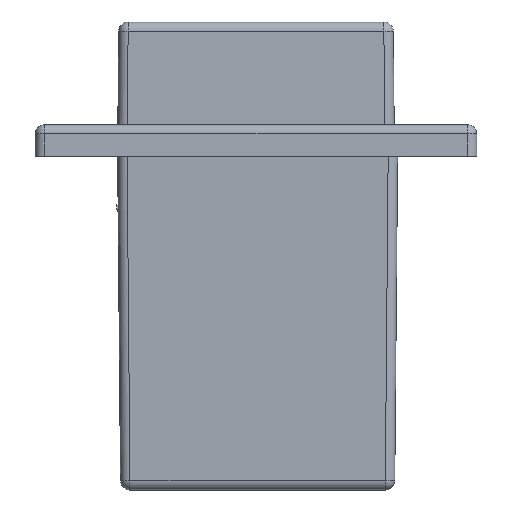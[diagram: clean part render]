
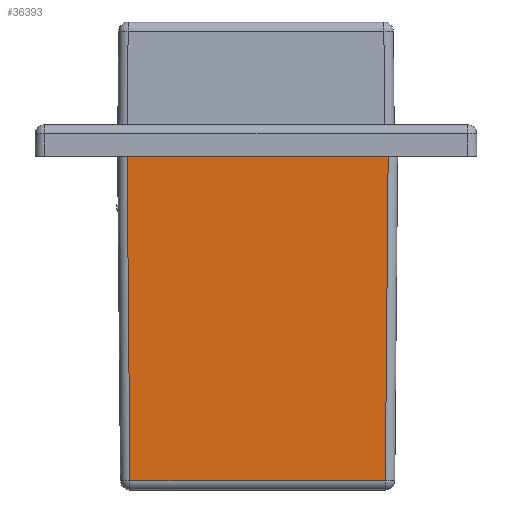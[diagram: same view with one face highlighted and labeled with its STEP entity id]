
A CAD part, left-side view. The second image highlights one B-rep face of the part: STEP entity #36393.
In plain terms, the highlighted planar face has unit normal (-1, 0, -0.009).
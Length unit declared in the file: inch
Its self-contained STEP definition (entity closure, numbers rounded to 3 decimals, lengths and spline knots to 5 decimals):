
#4483 = CARTESIAN_POINT ( 'NONE',  ( -0.3287, 0.41366, 0.98819 ) ) ;
#4491 = CARTESIAN_POINT ( 'NONE',  ( -0.3287, -0.41366, 0.98819 ) ) ;
#4626 = CARTESIAN_POINT ( 'NONE',  ( -0.31973, 0.40469, -0.04034 ) ) ;
#4628 = CARTESIAN_POINT ( 'NONE',  ( -0.31973, -0.40469, -0.04034 ) ) ;
#7340 = ORIENTED_EDGE ( 'NONE', *, *, #56391, .T. ) ;
#7341 = ORIENTED_EDGE ( 'NONE', *, *, #56394, .T. ) ;
#7342 = ORIENTED_EDGE ( 'NONE', *, *, #56108, .F. ) ;
#7343 = ORIENTED_EDGE ( 'NONE', *, *, #56395, .T. ) ;
#15124 = PLANE ( 'NONE',  #30036 ) ;
#15127 = CARTESIAN_POINT ( 'NONE',  ( -0.32008, 0.43504, 0. ) ) ;
#15138 = DIRECTION ( 'NONE',  ( -1., 0., -0.009 ) ) ;
#15140 = DIRECTION ( 'NONE',  ( -0.009, 0., 1. ) ) ;
#19983 = FACE_OUTER_BOUND ( 'NONE', #22178, .T. ) ;
#22178 = EDGE_LOOP ( 'NONE', ( #7340, #7341, #7342, #7343 ) ) ;
#23009 = VERTEX_POINT ( 'NONE', #4483 ) ;
#23017 = VERTEX_POINT ( 'NONE', #4491 ) ;
#23152 = VERTEX_POINT ( 'NONE', #4626 ) ;
#23154 = VERTEX_POINT ( 'NONE', #4628 ) ;
#30036 = AXIS2_PLACEMENT_3D ( 'NONE', #15127, #15138, #15140 ) ;
#36393 = ADVANCED_FACE ( 'NONE', ( #19983 ), #15124, .T. ) ;
#56108 = EDGE_CURVE ( 'NONE', #23009, #23017, #61076, .T. ) ;
#56391 = EDGE_CURVE ( 'NONE', #23152, #23154, #61534, .T. ) ;
#56394 = EDGE_CURVE ( 'NONE', #23154, #23017, #61531, .T. ) ;
#56395 = EDGE_CURVE ( 'NONE', #23009, #23152, #61541, .T. ) ;
#61076 = LINE ( 'NONE', #66549, #61095 ) ;
#61095 = VECTOR ( 'NONE', #66554, 39.37008 ) ;
#61531 = LINE ( 'NONE', #67207, #61542 ) ;
#61534 = LINE ( 'NONE', #67220, #61540 ) ;
#61540 = VECTOR ( 'NONE', #67233, 39.37008 ) ;
#61541 = LINE ( 'NONE', #67240, #61546 ) ;
#61542 = VECTOR ( 'NONE', #67236, 39.37008 ) ;
#61546 = VECTOR ( 'NONE', #67243, 39.37008 ) ;
#66549 = CARTESIAN_POINT ( 'NONE',  ( -0.3287, 0.43504, 0.98819 ) ) ;
#66554 = DIRECTION ( 'NONE',  ( 0., -1., 0. ) ) ;
#67207 = CARTESIAN_POINT ( 'NONE',  ( -0.3287, -0.41367, 0.98845 ) ) ;
#67220 = CARTESIAN_POINT ( 'NONE',  ( -0.31973, -0.43443, -0.04034 ) ) ;
#67233 = DIRECTION ( 'NONE',  ( 0., -1., 0. ) ) ;
#67236 = DIRECTION ( 'NONE',  ( -0.009, -0.009, 1. ) ) ;
#67240 = CARTESIAN_POINT ( 'NONE',  ( -0.32008, 0.40504, 0.00026 ) ) ;
#67243 = DIRECTION ( 'NONE',  ( 0.009, -0.009, -1. ) ) ;
